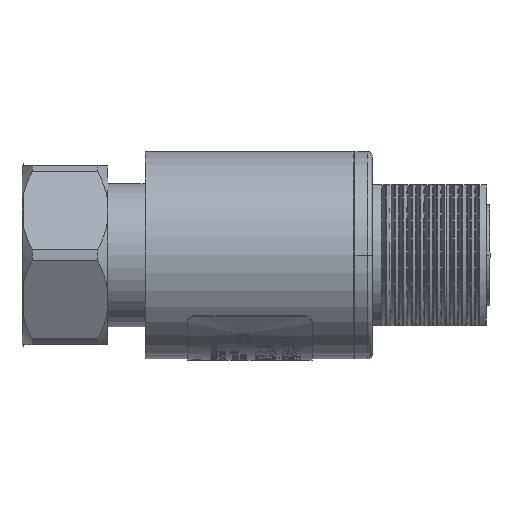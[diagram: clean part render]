
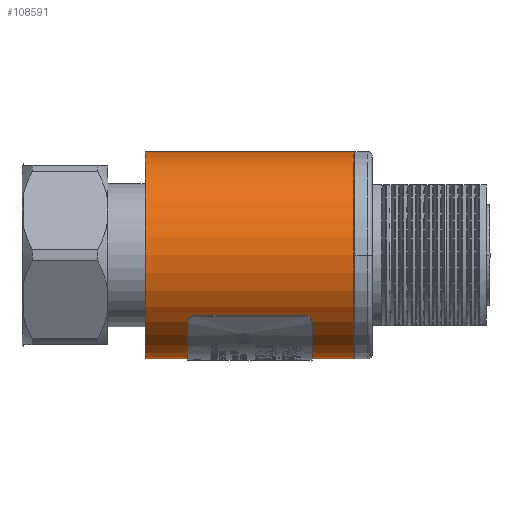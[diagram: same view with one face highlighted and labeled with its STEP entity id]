
A CAD part, front view. The second image highlights one B-rep face of the part: STEP entity #108591.
In plain terms, the highlighted cylindrical face has radius 18.415 mm (diameter 36.83 mm), a partial arc.
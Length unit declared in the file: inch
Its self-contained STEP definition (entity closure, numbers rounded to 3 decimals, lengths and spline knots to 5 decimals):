
#3223 = AXIS2_PLACEMENT_3D ( 'NONE', #107558, #13976, #87054 ) ;
#3806 = DIRECTION ( 'NONE',  ( 1., 0., 0. ) ) ;
#5678 = EDGE_CURVE ( 'NONE', #79546, #128585, #57673, .T. ) ;
#6834 = LINE ( 'NONE', #47161, #44185 ) ;
#11470 = CIRCLE ( 'NONE', #98600, 0.725 ) ;
#13976 = DIRECTION ( 'NONE',  ( 1., 0., 0. ) ) ;
#26260 = CARTESIAN_POINT ( 'NONE',  ( 0., 0., -0.725 ) ) ;
#27930 = CARTESIAN_POINT ( 'NONE',  ( 0., 0., -0.725 ) ) ;
#33916 = EDGE_LOOP ( 'NONE', ( #113372, #80200, #121837, #101209 ) ) ;
#34754 = VERTEX_POINT ( 'NONE', #46589 ) ;
#40394 = EDGE_CURVE ( 'NONE', #34754, #47722, #11470, .T. ) ;
#42757 = DIRECTION ( 'NONE',  ( 0., 0., -1. ) ) ;
#44185 = VECTOR ( 'NONE', #48505, 39.37008 ) ;
#46589 = CARTESIAN_POINT ( 'NONE',  ( 1.46, 0., 0.725 ) ) ;
#47161 = CARTESIAN_POINT ( 'NONE',  ( 0., 0., 0.725 ) ) ;
#47722 = VERTEX_POINT ( 'NONE', #68204 ) ;
#48505 = DIRECTION ( 'NONE',  ( 1., 0., 0. ) ) ;
#52284 = CARTESIAN_POINT ( 'NONE',  ( 1.46, 0., 0. ) ) ;
#57673 = CIRCLE ( 'NONE', #3223, 0.725 ) ;
#68204 = CARTESIAN_POINT ( 'NONE',  ( 1.46, 0., -0.725 ) ) ;
#69182 = EDGE_CURVE ( 'NONE', #128585, #47722, #109599, .T. ) ;
#71042 = CYLINDRICAL_SURFACE ( 'NONE', #106005, 0.725 ) ;
#79546 = VERTEX_POINT ( 'NONE', #113788 ) ;
#80200 = ORIENTED_EDGE ( 'NONE', *, *, #5678, .T. ) ;
#83310 = DIRECTION ( 'NONE',  ( 1., 0., 0. ) ) ;
#87054 = DIRECTION ( 'NONE',  ( 0., 0., -1. ) ) ;
#93948 = DIRECTION ( 'NONE',  ( 1., 0., 0. ) ) ;
#98600 = AXIS2_PLACEMENT_3D ( 'NONE', #52284, #93948, #42757 ) ;
#101083 = DIRECTION ( 'NONE',  ( 0., 0., -1. ) ) ;
#101209 = ORIENTED_EDGE ( 'NONE', *, *, #40394, .F. ) ;
#106005 = AXIS2_PLACEMENT_3D ( 'NONE', #113334, #83310, #101083 ) ;
#107558 = CARTESIAN_POINT ( 'NONE',  ( 0., 0., 0. ) ) ;
#108591 = ADVANCED_FACE ( 'NONE', ( #112029 ), #71042, .T. ) ;
#109599 = LINE ( 'NONE', #26260, #113800 ) ;
#112029 = FACE_OUTER_BOUND ( 'NONE', #33916, .T. ) ;
#113334 = CARTESIAN_POINT ( 'NONE',  ( 0., 0., 0. ) ) ;
#113372 = ORIENTED_EDGE ( 'NONE', *, *, #131165, .F. ) ;
#113788 = CARTESIAN_POINT ( 'NONE',  ( 0., 0., 0.725 ) ) ;
#113800 = VECTOR ( 'NONE', #3806, 39.37008 ) ;
#121837 = ORIENTED_EDGE ( 'NONE', *, *, #69182, .T. ) ;
#128585 = VERTEX_POINT ( 'NONE', #27930 ) ;
#131165 = EDGE_CURVE ( 'NONE', #79546, #34754, #6834, .T. ) ;
